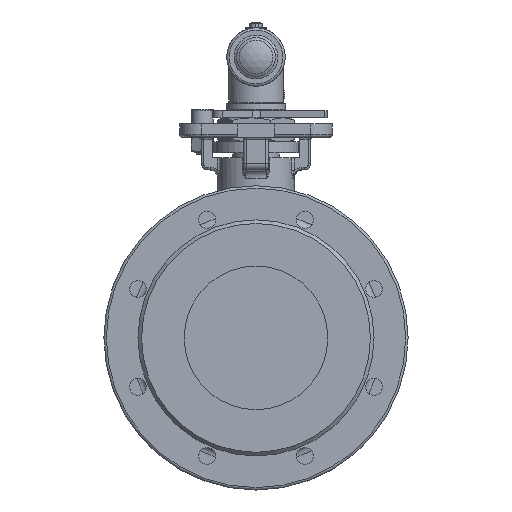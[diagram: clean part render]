
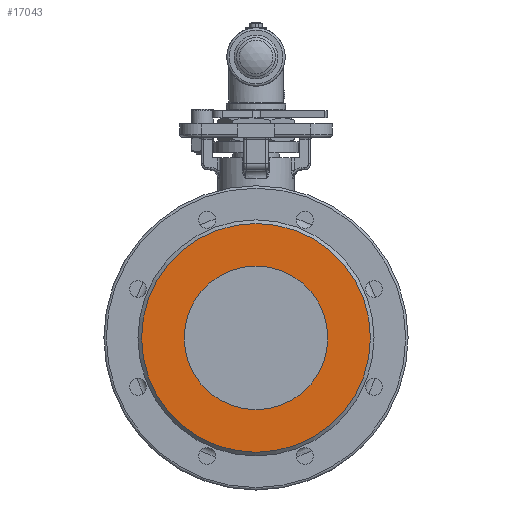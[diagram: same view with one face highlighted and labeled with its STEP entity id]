
A CAD part, left-side view. The second image highlights one B-rep face of the part: STEP entity #17043.
In plain terms, the highlighted planar face has unit normal (-1, 0, 0).
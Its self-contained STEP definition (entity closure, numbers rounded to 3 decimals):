
#2651=PLANE('',#18218);
#2960=FACE_BOUND('',#5829,.T.);
#4634=FACE_OUTER_BOUND('',#5828,.T.);
#5828=EDGE_LOOP('',(#14648));
#5829=EDGE_LOOP('',(#14649));
#6452=CIRCLE('',#18210,94.);
#6455=CIRCLE('',#18217,59.);
#7962=VERTEX_POINT('',#94009);
#7965=VERTEX_POINT('',#94019);
#10224=EDGE_CURVE('',#7962,#7962,#6452,.T.);
#10227=EDGE_CURVE('',#7965,#7965,#6455,.T.);
#14648=ORIENTED_EDGE('',*,*,#10224,.F.);
#14649=ORIENTED_EDGE('',*,*,#10227,.T.);
#17043=ADVANCED_FACE('',(#4634,#2960),#2651,.T.);
#18210=AXIS2_PLACEMENT_3D('',#94010,#21369,#21370);
#18217=AXIS2_PLACEMENT_3D('',#94020,#21383,#21384);
#18218=AXIS2_PLACEMENT_3D('',#94021,#21385,#21386);
#21369=DIRECTION('center_axis',(1.,0.,0.));
#21370=DIRECTION('ref_axis',(0.,1.,0.));
#21383=DIRECTION('center_axis',(1.,0.,0.));
#21384=DIRECTION('ref_axis',(0.,1.,0.));
#21385=DIRECTION('center_axis',(-1.,0.,0.));
#21386=DIRECTION('ref_axis',(0.,0.,1.));
#94009=CARTESIAN_POINT('',(-90.,94.,0.));
#94010=CARTESIAN_POINT('Origin',(-90.,0.,0.));
#94019=CARTESIAN_POINT('',(-90.,59.,0.));
#94020=CARTESIAN_POINT('Origin',(-90.,0.,0.));
#94021=CARTESIAN_POINT('Origin',(-90.,76.5,0.));
